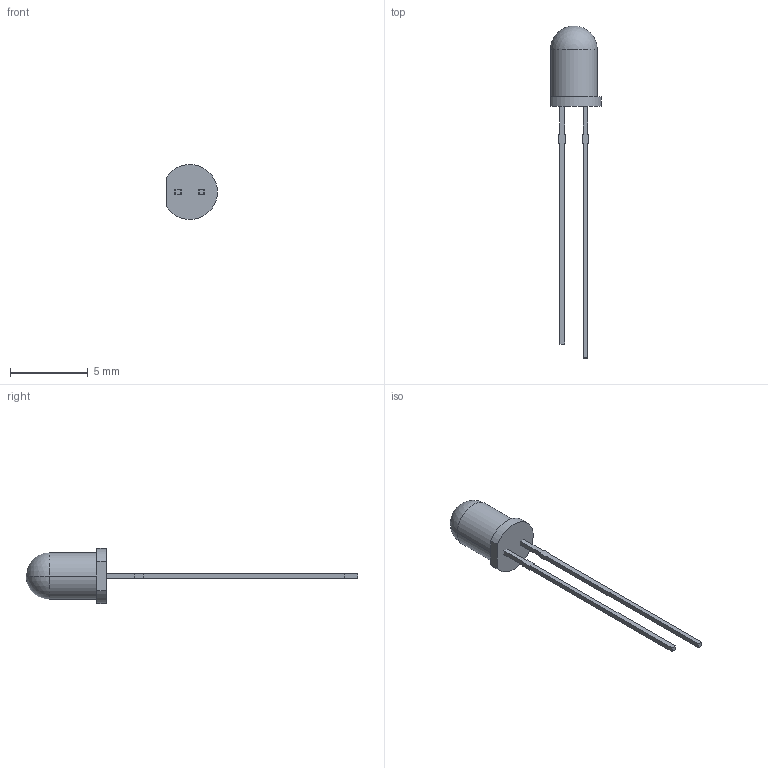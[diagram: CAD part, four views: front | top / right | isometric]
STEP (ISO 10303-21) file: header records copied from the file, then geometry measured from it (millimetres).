
FILE_DESCRIPTION (( 'STEP AP214' ), '1' );
FILE_NAME ('LED_3 mm GREEN.STEP', '2017-06-20T09:43:11', ( 'M.B.I.' ), ( '' ), 'SwSTEP 2.0', '', '' );
FILE_SCHEMA (( 'AUTOMOTIVE_DESIGN' ));
Length unit declared in the file: millimetre
Products named in the file (1): LED_3 mm GREEN
Bounding box: 3.27 x 21.36 x 3.54 mm (x, y, z)
Volume: 38.6 mm3; surface area: 113.7 mm2
Topology: 2 solids, 2 shells, 65 faces, 173 edges, 113 vertices
Faces by surface type: plane 52, cone 6, cylinder 3, bspline 2, sphere 2
Entity records: 3034 total; most frequent: CARTESIAN_POINT 681, ORIENTED_EDGE 338, DIRECTION 311, EDGE_CURVE 169, LINE 139, VECTOR 139, VERTEX_POINT 111, AXIS2_PLACEMENT_3D 86
